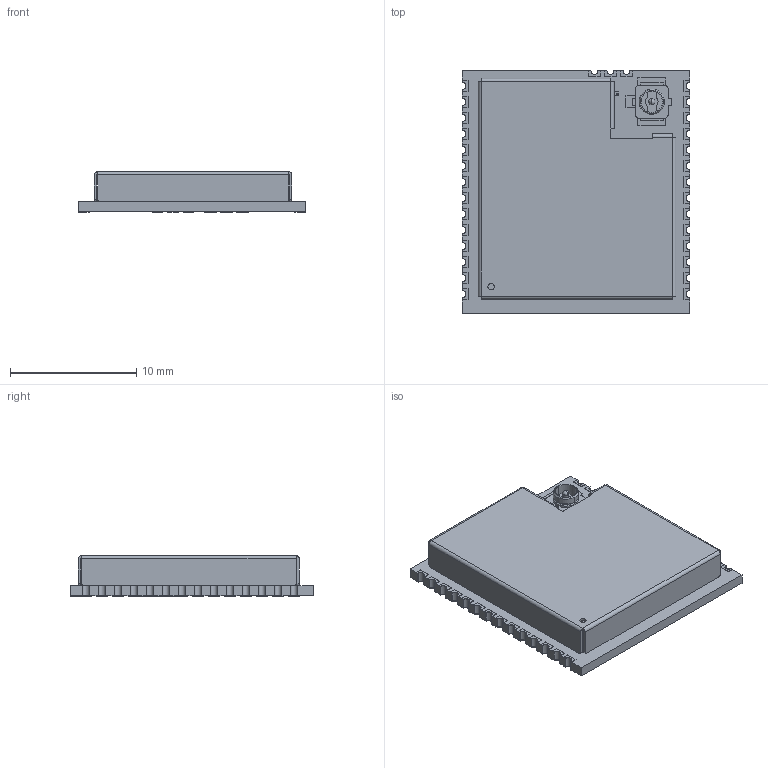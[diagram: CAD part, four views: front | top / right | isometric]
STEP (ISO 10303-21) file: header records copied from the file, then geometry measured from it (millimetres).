
FILE_DESCRIPTION (( 'STEP AP214' ), '1' );
FILE_NAME ('ESP32-C61-WROOM-1U_V1-20250619.STEP', '2025-06-19T03:20:47', ( 'Windows User' ), ( 'P R C' ), 'SwSTEP 2.0', 'SolidWorks 2022', '' );
FILE_SCHEMA (( 'AUTOMOTIVE_DESIGN' ));
Length unit declared in the file: millimetre
Products named in the file (34): uid__2145; Submodel-noModelForPart_TSSLP-2-1_132530003; C0201_20210301.xtd; Submodel-SOD882_part_SOD882; I-IPEX.xtd; Submodel-TSSLP-2-1_132530003_part_TSSLP-2-1; XTAL3225_20210301.xtd; Submodel-SOP8_1P27_6P6_part_SOP8_1P27_6P6; Submodel-D__3D_design_ESP32-C61_module_module_ESP32-C61-WROOM-1U_PCB_ESP32-C61-WROOM-1U_V1.0_20250430_PCB_3D_ImportedPartModels_SOD882.step; Submodel-D__3D_design_ESP32-C61_module_module_ESP32-C61-WROOM-1U_PCB_ESP32-C61-WROOM-1U_V1.0_20250430_PCB_3D_ImportedPartModels_C0201_20210301.STEP; SOD882.xtd; SOP8_rev1_20210308.xtd; Submodel-C0201_part_C0201; C0402_20210301.xtd; placementOutline; Submodel-L0201_part_L0201; Submodel-D__3D_design_ESP32-C61_module_module_ESP32-C61-WROOM-1U_PCB_ESP32-C61-WROOM-1U_V1.0_20250430_PCB_3D_ImportedPartModels_SOP8_rev1_20210308.STEP; Submodel-D__3D_design_ESP32-C61_module_module_ESP32-C61-WROOM-1U_PCB_ESP32-C61-WROOM-1U_V1.0_20250430_PCB_3D_ImportedPartModels_L0201_20210301.STEP; Submodel-C0402_part_C0402; Submodel-XTAL3225_2016_part_XTAL3225_2016; L0201_20210301.xtd; Submodel-D__3D_design_ESP32-C61_module_module_ESP32-C61-WROOM-1U_PCB_ESP32-C61-WROOM-1U_V1.0_20250430_PCB_3D_ImportedPartModels_XTAL3225_20210301.STEP; Submodel-D__3D_design_ESP32-C61_module_module_ESP32-C61-WROOM-1U_PCB_ESP32-C61-WROOM-1U_V1.0_20250430_PCB_3D_ImportedPartModels_ESP32-C61_QFN40_5X5_202506.STEP; Submodel-D__3D_design_ESP32-C61_module_module_ESP32-C61-WROOM-1U_PCB_ESP32-C61-WROOM-1U_V1.0_20250430_PCB_3D_ImportedPartModels_I-IPEX.STEP; R0201; Submodel-IPEX_3P_part_IPEX_3P; ESP32-C61_QFN40_5X5_202506.xtd; ShieldBox_ESP32-C61-WROOM-1U_V1.0_20250430; Submodel-QFN40_0P4_5_E3P3_part_QFN40_0P4_5_E3P3; ESP32-C61-WROOM-1U_V1-20250619; pad-0.8mm; Imported; Submodel-D__3D_design_ESP32-C61_module_module_ESP32-C61-WROOM-1U_PCB_ESP32-C61-WROOM-1U_V1.0_20250430_PCB_3D_ImportedPartModels_C0402_20210301.STEP; DesignRootModel
Assembly tree (76 placements, depth 5):
  ESP32-C61-WROOM-1U_V1-20250619
    DesignRootModel
      uid__2145
      Submodel-IPEX_3P_part_IPEX_3P
        Submodel-D__3D_design_ESP32-C61_module_module_ESP32-C61-WROOM-1U_PCB_ESP32-C61-WROOM-1U_V1.0_20250430_PCB_3D_ImportedPartModels_I-IPEX.STEP
          I-IPEX.xtd
      Submodel-XTAL3225_2016_part_XTAL3225_2016
        Submodel-D__3D_design_ESP32-C61_module_module_ESP32-C61-WROOM-1U_PCB_ESP32-C61-WROOM-1U_V1.0_20250430_PCB_3D_ImportedPartModels_XTAL3225_20210301.STEP
          XTAL3225_20210301.xtd
      Submodel-TSSLP-2-1_132530003_part_TSSLP-2-1
        Submodel-noModelForPart_TSSLP-2-1_132530003
          placementOutline
      Submodel-SOD882_part_SOD882
        Submodel-D__3D_design_ESP32-C61_module_module_ESP32-C61-WROOM-1U_PCB_ESP32-C61-WROOM-1U_V1.0_20250430_PCB_3D_ImportedPartModels_SOD882.step
          SOD882.xtd
      Submodel-C0201_part_C0201  x13
        Submodel-D__3D_design_ESP32-C61_module_module_ESP32-C61-WROOM-1U_PCB_ESP32-C61-WROOM-1U_V1.0_20250430_PCB_3D_ImportedPartModels_C0201_20210301.STEP
          C0201_20210301.xtd
      Submodel-C0402_part_C0402
        Submodel-D__3D_design_ESP32-C61_module_module_ESP32-C61-WROOM-1U_PCB_ESP32-C61-WROOM-1U_V1.0_20250430_PCB_3D_ImportedPartModels_C0402_20210301.STEP
          C0402_20210301.xtd
      Submodel-SOP8_1P27_6P6_part_SOP8_1P27_6P6
        Submodel-D__3D_design_ESP32-C61_module_module_ESP32-C61-WROOM-1U_PCB_ESP32-C61-WROOM-1U_V1.0_20250430_PCB_3D_ImportedPartModels_SOP8_rev1_20210308.STEP
          SOP8_rev1_20210308.xtd
      Submodel-L0201_part_L0201  x2
        Submodel-D__3D_design_ESP32-C61_module_module_ESP32-C61-WROOM-1U_PCB_ESP32-C61-WROOM-1U_V1.0_20250430_PCB_3D_ImportedPartModels_L0201_20210301.STEP
          L0201_20210301.xtd
      Submodel-QFN40_0P4_5_E3P3_part_QFN40_0P4_5_E3P3
        Submodel-D__3D_design_ESP32-C61_module_module_ESP32-C61-WROOM-1U_PCB_ESP32-C61-WROOM-1U_V1.0_20250430_PCB_3D_ImportedPartModels_ESP32-C61_QFN40_5X5_202506.STEP
          ESP32-C61_QFN40_5X5_202506.xtd
    Imported
    pad-0.8mm  x31
    ShieldBox_ESP32-C61-WROOM-1U_V1.0_20250430
    R0201
Bounding box: 18 x 19.2 x 3.24 mm (x, y, z)
Volume: 412.1 mm3; surface area: 1990.8 mm2
Topology: 193 solids, 194 shells, 2980 faces, 7263 edges, 4599 vertices
Faces by surface type: plane 2096, cylinder 676, bspline 202, cone 6
Entity records: 84160 total; most frequent: CARTESIAN_POINT 14747, ORIENTED_EDGE 9606, DIRECTION 9363, EDGE_CURVE 4803, VECTOR 3935, LINE 3935, VERTEX_POINT 3151, AXIS2_PLACEMENT_3D 2714
